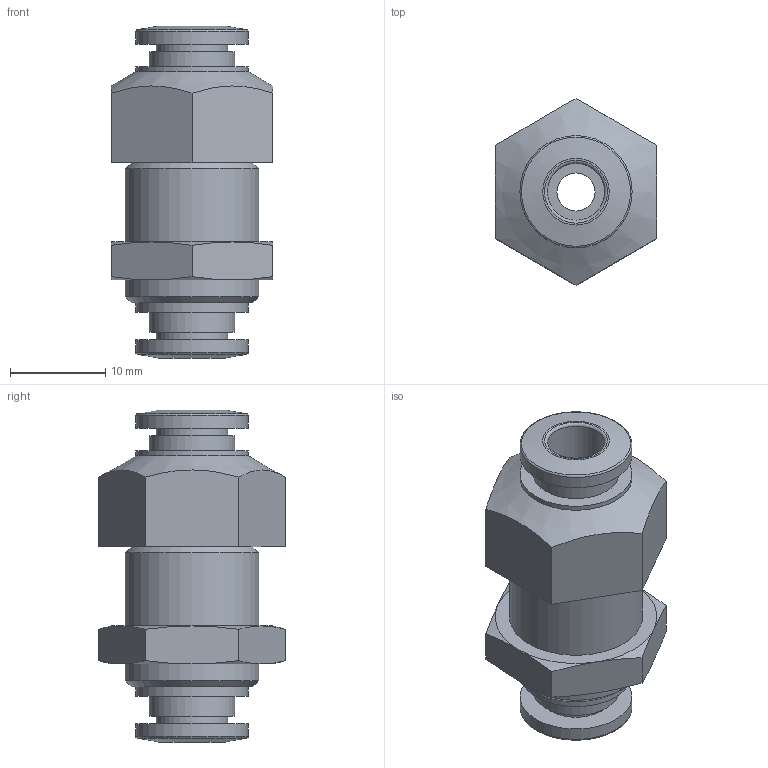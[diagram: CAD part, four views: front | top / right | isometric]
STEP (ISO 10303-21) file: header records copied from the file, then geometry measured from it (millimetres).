
FILE_DESCRIPTION(/* description */ ('STEP AP214'),/* implementation_level */ '2;1');
FILE_NAME(/* name */ '193951_QSS-6-F',/* time_stamp */ '2024-09-12T14:41:39+02:00',/* author */ ('License CC BY-ND 4.0'),/* organization */ ('CADENAS'),/* preprocessor_version */ 'ST-DEVELOPER v19.3',/* originating_system */ 'PARTsolutions',/* authorisation */ ' ');
FILE_SCHEMA (('AUTOMOTIVE_DESIGN {1 0 10303 214 3 1 1}'));
Length unit declared in the file: millimetre
Products named in the file (1): 193951 QSS-6-F
Bounding box: 17 x 19.63 x 34.9 mm (x, y, z)
Volume: 4778.3 mm3; surface area: 3078.2 mm2
Topology: 1 solids, 1 shells, 60 faces, 117 edges, 71 vertices
Faces by surface type: plane 26, cone 17, cylinder 13, torus 4
Full cylindrical faces by diameter (mm): 4 x1, 6 x2, 7.5 x2, 9 x2, 11.8 x4, 14 x2
Entity records: 1478 total; most frequent: CARTESIAN_POINT 329, DIRECTION 232, ORIENTED_EDGE 188, AXIS2_PLACEMENT_3D 107, EDGE_LOOP 96, FACE_BOUND 96, EDGE_CURVE 94, VERTEX_POINT 70
